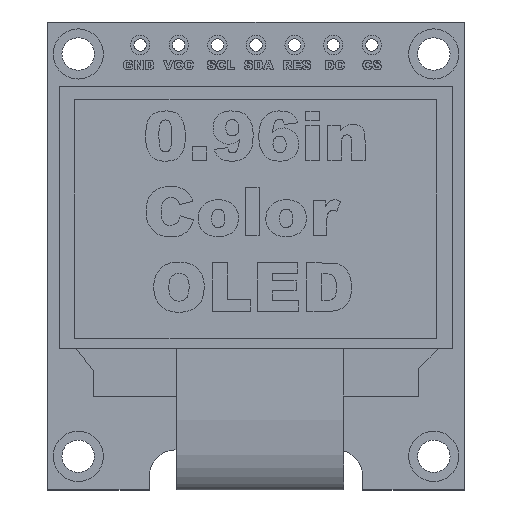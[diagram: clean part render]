
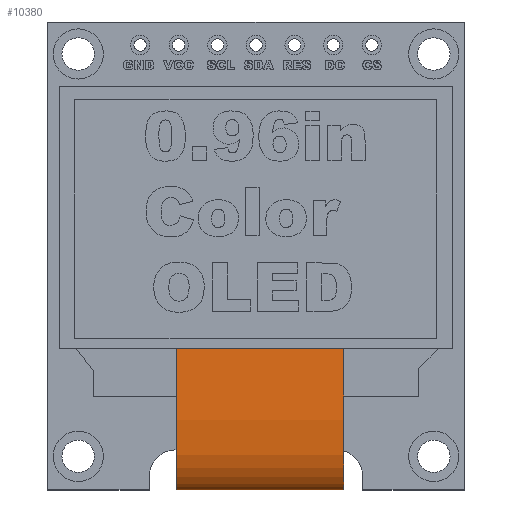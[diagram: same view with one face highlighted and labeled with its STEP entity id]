
A CAD part, top view. The second image highlights one B-rep face of the part: STEP entity #10380.
In plain terms, the highlighted free-form (B-spline) face has degree [3, 1] with [16, 2] control points.
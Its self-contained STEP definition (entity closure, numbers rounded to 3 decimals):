
#40=B_SPLINE_SURFACE_WITH_KNOTS('',3,1,((#14304,#14305),(#14306,#14307),
(#14308,#14309),(#14310,#14311),(#14312,#14313),(#14314,#14315),(#14316,
#14317),(#14318,#14319),(#14320,#14321),(#14322,#14323),(#14324,#14325),
(#14326,#14327),(#14328,#14329),(#14330,#14331),(#14332,#14333),(#14334,
#14335)),.SURF_OF_LINEAR_EXTRUSION.,.F.,.F.,.F.,(4,1,1,1,1,1,1,1,1,1,1,
1,1,4),(2,2),(0.,0.125,0.25,0.375,0.438,0.5,0.563,0.625,0.688,0.75,0.813,
0.875,0.938,1.),(0.,1.),.UNSPECIFIED.);
#242=LINE('',#14124,#619);
#256=LINE('',#14180,#633);
#619=VECTOR('',#11308,1000.);
#633=VECTOR('',#11350,1000.);
#1349=ORIENTED_EDGE('',*,*,#3363,.T.);
#1350=ORIENTED_EDGE('',*,*,#3318,.F.);
#1351=ORIENTED_EDGE('',*,*,#3364,.F.);
#1352=ORIENTED_EDGE('',*,*,#3291,.T.);
#3291=EDGE_CURVE('',#4347,#4348,#242,.T.);
#3318=EDGE_CURVE('',#4374,#4375,#256,.T.);
#3363=EDGE_CURVE('',#4348,#4375,#5032,.T.);
#3364=EDGE_CURVE('',#4347,#4374,#5033,.T.);
#4347=VERTEX_POINT('',#14125);
#4348=VERTEX_POINT('',#14126);
#4374=VERTEX_POINT('',#14179);
#4375=VERTEX_POINT('',#14181);
#5032=B_SPLINE_CURVE_WITH_KNOTS('',3,(#14336,#14337,#14338,#14339,#14340,
#14341,#14342,#14343),.UNSPECIFIED.,.F.,.F.,(4,1,1,1,1,4),(0.,0.412,
0.615,0.678,0.757,1.),.UNSPECIFIED.);
#5033=B_SPLINE_CURVE_WITH_KNOTS('',3,(#14344,#14345,#14346,#14347,#14348,
#14349,#14350,#14351),.UNSPECIFIED.,.F.,.F.,(4,1,1,1,1,4),(0.,0.412,
0.615,0.678,0.757,1.),.UNSPECIFIED.);
#5653=EDGE_LOOP('',(#1349,#1350,#1351,#1352));
#6252=FACE_BOUND('',#5653,.T.);
#10380=ADVANCED_FACE('',(#6252),#40,.F.);
#11308=DIRECTION('',(-1.,0.,0.));
#11350=DIRECTION('',(-1.,0.,0.));
#14124=CARTESIAN_POINT('',(5.766,-6.096,2.123));
#14125=CARTESIAN_POINT('',(5.766,-6.096,2.123));
#14126=CARTESIAN_POINT('',(-5.207,-6.096,2.123));
#14179=CARTESIAN_POINT('',(5.766,-11.363,0.));
#14180=CARTESIAN_POINT('',(5.766,-11.363,0.));
#14181=CARTESIAN_POINT('',(-5.207,-11.363,0.));
#14304=CARTESIAN_POINT('',(5.766,-6.096,2.123));
#14305=CARTESIAN_POINT('',(-5.207,-6.096,2.123));
#14306=CARTESIAN_POINT('',(5.766,-6.741,2.155));
#14307=CARTESIAN_POINT('',(-5.207,-6.741,2.155));
#14308=CARTESIAN_POINT('',(5.766,-7.962,2.207));
#14309=CARTESIAN_POINT('',(-5.207,-7.962,2.207));
#14310=CARTESIAN_POINT('',(5.766,-9.678,2.233));
#14311=CARTESIAN_POINT('',(-5.207,-9.678,2.233));
#14312=CARTESIAN_POINT('',(5.766,-11.082,2.192));
#14313=CARTESIAN_POINT('',(-5.207,-11.082,2.192));
#14314=CARTESIAN_POINT('',(5.766,-12.237,2.119));
#14315=CARTESIAN_POINT('',(-5.207,-12.237,2.119));
#14316=CARTESIAN_POINT('',(5.766,-13.12,2.018));
#14317=CARTESIAN_POINT('',(-5.207,-13.12,2.018));
#14318=CARTESIAN_POINT('',(5.766,-13.985,1.798));
#14319=CARTESIAN_POINT('',(-5.207,-13.985,1.798));
#14320=CARTESIAN_POINT('',(5.766,-14.852,1.38));
#14321=CARTESIAN_POINT('',(-5.207,-14.852,1.38));
#14322=CARTESIAN_POINT('',(5.766,-15.541,0.745));
#14323=CARTESIAN_POINT('',(-5.207,-15.541,0.745));
#14324=CARTESIAN_POINT('',(5.766,-15.238,0.18));
#14325=CARTESIAN_POINT('',(-5.207,-15.238,0.18));
#14326=CARTESIAN_POINT('',(5.766,-14.661,-0.168));
#14327=CARTESIAN_POINT('',(-5.207,-14.661,-0.168));
#14328=CARTESIAN_POINT('',(5.766,-13.827,-0.301));
#14329=CARTESIAN_POINT('',(-5.207,-13.827,-0.301));
#14330=CARTESIAN_POINT('',(5.766,-12.739,-0.247));
#14331=CARTESIAN_POINT('',(-5.207,-12.739,-0.247));
#14332=CARTESIAN_POINT('',(5.766,-11.849,-0.099));
#14333=CARTESIAN_POINT('',(-5.207,-11.849,-0.099));
#14334=CARTESIAN_POINT('',(5.766,-11.363,0.));
#14335=CARTESIAN_POINT('',(-5.207,-11.363,0.));
#14336=CARTESIAN_POINT('',(-5.207,-6.096,2.123));
#14337=CARTESIAN_POINT('',(-5.207,-8.221,2.227));
#14338=CARTESIAN_POINT('',(-5.207,-10.84,2.293));
#14339=CARTESIAN_POINT('',(-5.207,-14.104,1.932));
#14340=CARTESIAN_POINT('',(-5.207,-15.571,0.79));
#14341=CARTESIAN_POINT('',(-5.207,-14.945,-0.402));
#14342=CARTESIAN_POINT('',(-5.207,-13.253,-0.384));
#14343=CARTESIAN_POINT('',(-5.207,-11.363,0.));
#14344=CARTESIAN_POINT('',(5.766,-6.096,2.123));
#14345=CARTESIAN_POINT('',(5.766,-8.221,2.227));
#14346=CARTESIAN_POINT('',(5.766,-10.84,2.293));
#14347=CARTESIAN_POINT('',(5.766,-14.104,1.932));
#14348=CARTESIAN_POINT('',(5.766,-15.571,0.79));
#14349=CARTESIAN_POINT('',(5.766,-14.945,-0.402));
#14350=CARTESIAN_POINT('',(5.766,-13.253,-0.384));
#14351=CARTESIAN_POINT('',(5.766,-11.363,0.));
